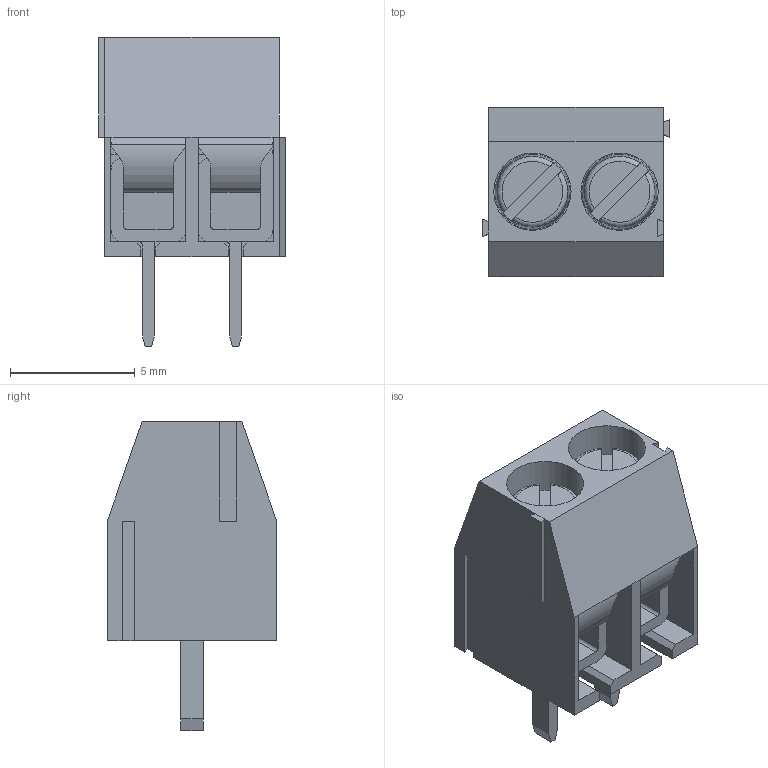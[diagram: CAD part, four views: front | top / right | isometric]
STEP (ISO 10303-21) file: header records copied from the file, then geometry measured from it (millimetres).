
FILE_DESCRIPTION(('FreeCAD Model'),'2;1');
FILE_NAME('Open CASCADE Shape Model','2023-02-18T22:10:55',( 'kicad StepUp'),('ksu MCAD'),'Open CASCADE STEP processor 7.6', 'FreeCAD','Unknown');
FILE_SCHEMA(('AUTOMOTIVE_DESIGN { 1 0 10303 214 1 1 1 1 }'));
Length unit declared in the file: millimetre
Products named in the file (8): PCB_Terminal_Block_2-P3.5; Body019; Body020; Body021; M1.6x4-Screw030; Body022; Body023; Body024
Assembly tree (7 placements, depth 2):
  PCB_Terminal_Block_2-P3.5
    Body019
    Body020
    Body021
    M1.6x4-Screw030
    Body022
    Body023
    Body024
Bounding box: 7.5 x 6.8 x 12.4 mm (x, y, z)
Volume: 287.4 mm3; surface area: 992.8 mm2
Topology: 7 solids, 7 shells, 210 faces, 567 edges, 370 vertices
Faces by surface type: plane 146, cylinder 56, revolution 6, cone 2
Full cylindrical faces by diameter (mm): 1.25 x4, 1.6 x2, 1.8 x2, 2.1 x2, 3.1 x2
Entity records: 7064 total; most frequent: CARTESIAN_POINT 1477, ORIENTED_EDGE 1136, DIRECTION 1105, EDGE_CURVE 567, LINE 407, VECTOR 407, VERTEX_POINT 370, AXIS2_PLACEMENT_3D 346
